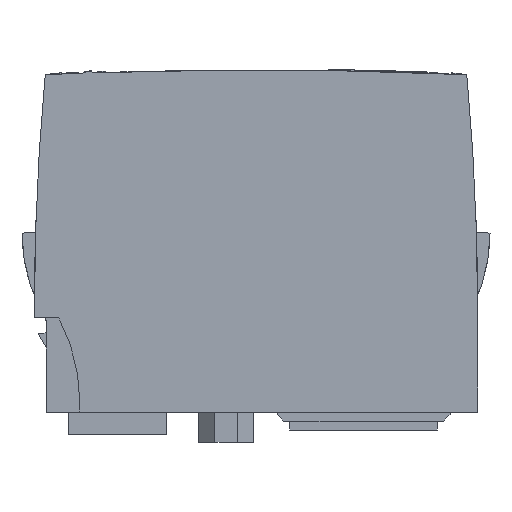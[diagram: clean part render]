
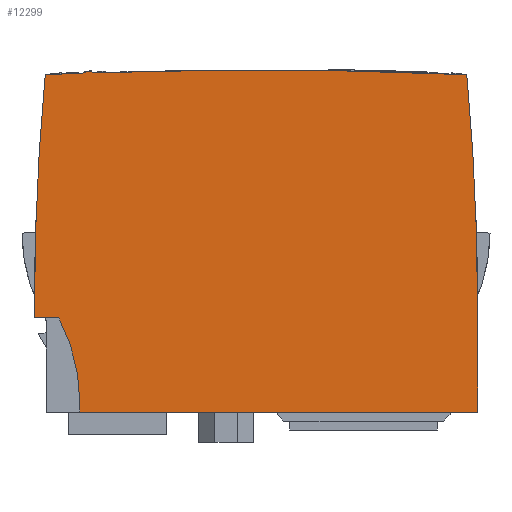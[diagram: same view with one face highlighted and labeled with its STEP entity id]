
A CAD part, left-side view. The second image highlights one B-rep face of the part: STEP entity #12299.
In plain terms, the highlighted planar face has unit normal (-1, 0, 0).
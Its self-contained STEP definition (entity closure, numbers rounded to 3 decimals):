
#12299=ADVANCED_FACE('',(#14853),#13385,.T.);
#13385=PLANE('',#40216);
#14853=FACE_OUTER_BOUND('',#16594,.T.);
#16594=EDGE_LOOP('',(#22911,#22912,#22913,#22914,#22915,#22916,#22917,#22918,
#22919,#22920,#22921));
#17582=CIRCLE('',#40126,750.);
#17622=CIRCLE('',#40186,28.3);
#17629=CIRCLE('',#40199,391.5);
#17631=CIRCLE('',#40202,750.);
#17635=CIRCLE('',#40207,2.3);
#17639=CIRCLE('',#40212,391.5);
#22911=ORIENTED_EDGE('',*,*,#30736,.F.);
#22912=ORIENTED_EDGE('',*,*,#30774,.F.);
#22913=ORIENTED_EDGE('',*,*,#30437,.F.);
#22914=ORIENTED_EDGE('',*,*,#30769,.F.);
#22915=ORIENTED_EDGE('',*,*,#30762,.F.);
#22916=ORIENTED_EDGE('',*,*,#30759,.F.);
#22917=ORIENTED_EDGE('',*,*,#30753,.F.);
#22918=ORIENTED_EDGE('',*,*,#30750,.F.);
#22919=ORIENTED_EDGE('',*,*,#30729,.F.);
#22920=ORIENTED_EDGE('',*,*,#30726,.F.);
#22921=ORIENTED_EDGE('',*,*,#30497,.F.);
#27098=VERTEX_POINT('',#69191);
#27099=VERTEX_POINT('',#69192);
#27156=VERTEX_POINT('',#69309);
#27157=VERTEX_POINT('',#69311);
#27376=VERTEX_POINT('',#69769);
#27378=VERTEX_POINT('',#69775);
#27384=VERTEX_POINT('',#69788);
#27392=VERTEX_POINT('',#69811);
#27395=VERTEX_POINT('',#69821);
#27399=VERTEX_POINT('',#69832);
#27401=VERTEX_POINT('',#69838);
#30437=EDGE_CURVE('',#27098,#27099,#17582,.T.);
#30497=EDGE_CURVE('',#27156,#27157,#33113,.T.);
#30726=EDGE_CURVE('',#27157,#27376,#33328,.T.);
#30729=EDGE_CURVE('',#27376,#27378,#17622,.T.);
#30736=EDGE_CURVE('',#27384,#27156,#33336,.T.);
#30750=EDGE_CURVE('',#27378,#27392,#33346,.T.);
#30753=EDGE_CURVE('',#27392,#27395,#33349,.T.);
#30759=EDGE_CURVE('',#27395,#27399,#17629,.T.);
#30762=EDGE_CURVE('',#27399,#27401,#17631,.T.);
#30769=EDGE_CURVE('',#27401,#27098,#17635,.T.);
#30774=EDGE_CURVE('',#27099,#27384,#17639,.T.);
#33113=LINE('',#69310,#35954);
#33328=LINE('',#69768,#36169);
#33336=LINE('',#69789,#36177);
#33346=LINE('',#69814,#36187);
#33349=LINE('',#69820,#36190);
#35954=VECTOR('',#45103,1.);
#36169=VECTOR('',#45366,1.);
#36177=VECTOR('',#45382,1.);
#36187=VECTOR('',#45406,1.);
#36190=VECTOR('',#45411,1.);
#40126=AXIS2_PLACEMENT_3D('',#69190,#45008,#45009);
#40186=AXIS2_PLACEMENT_3D('',#69774,#45372,#45373);
#40199=AXIS2_PLACEMENT_3D('',#69831,#45421,#45422);
#40202=AXIS2_PLACEMENT_3D('',#69837,#45428,#45429);
#40207=AXIS2_PLACEMENT_3D('',#69851,#45441,#45442);
#40212=AXIS2_PLACEMENT_3D('',#69859,#45452,#45453);
#40216=AXIS2_PLACEMENT_3D('',#70058,#45515,#45516);
#45008=DIRECTION('',(1.,0.,0.));
#45009=DIRECTION('',(0.,0.034,0.999));
#45103=DIRECTION('',(0.,1.,0.));
#45366=DIRECTION('',(0.,0.,1.));
#45372=DIRECTION('',(-1.,0.,0.));
#45373=DIRECTION('',(0.,-0.884,0.467));
#45382=DIRECTION('',(0.,0.,-1.));
#45406=DIRECTION('',(0.,1.,0.));
#45411=DIRECTION('',(0.,0.,1.));
#45421=DIRECTION('',(1.,0.,0.));
#45422=DIRECTION('',(0.,1.,0.));
#45428=DIRECTION('',(1.,0.,0.));
#45429=DIRECTION('',(0.,0.043,0.999));
#45441=DIRECTION('',(1.,0.,0.));
#45442=DIRECTION('',(0.,0.431,0.902));
#45452=DIRECTION('',(1.,0.,0.));
#45453=DIRECTION('',(0.,-0.996,0.09));
#45515=DIRECTION('',(-1.,0.,0.));
#45516=DIRECTION('',(0.,0.,1.));
#69190=CARTESIAN_POINT('',(-7.5,2.65,-683.));
#69191=CARTESIAN_POINT('',(-7.5,27.918,66.574));
#69192=CARTESIAN_POINT('',(-7.5,-30.316,66.275));
#69309=CARTESIAN_POINT('',(-7.5,-32.,13.5));
#69310=CARTESIAN_POINT('',(-7.5,-32.,13.5));
#69311=CARTESIAN_POINT('',(-7.5,30.2,13.5));
#69768=CARTESIAN_POINT('',(-7.5,30.2,13.5));
#69769=CARTESIAN_POINT('',(-7.5,30.2,15.));
#69774=CARTESIAN_POINT('',(-7.5,58.5,15.));
#69775=CARTESIAN_POINT('',(-7.5,33.483,28.23));
#69788=CARTESIAN_POINT('',(-7.5,-32.,30.));
#69789=CARTESIAN_POINT('',(-7.5,-32.,30.));
#69811=CARTESIAN_POINT('',(-7.5,37.3,28.23));
#69814=CARTESIAN_POINT('',(-7.5,33.483,28.23));
#69820=CARTESIAN_POINT('',(-7.5,37.3,28.23));
#69821=CARTESIAN_POINT('',(-7.5,37.3,30.));
#69831=CARTESIAN_POINT('',(-7.5,-354.2,30.));
#69832=CARTESIAN_POINT('',(-7.5,35.616,66.275));
#69837=CARTESIAN_POINT('',(-7.5,2.65,-683.));
#69838=CARTESIAN_POINT('',(-7.5,29.828,66.507));
#69851=CARTESIAN_POINT('',(-7.5,28.8,64.45));
#69859=CARTESIAN_POINT('',(-7.5,359.5,30.));
#70058=CARTESIAN_POINT('',(-7.5,58.5,15.));
